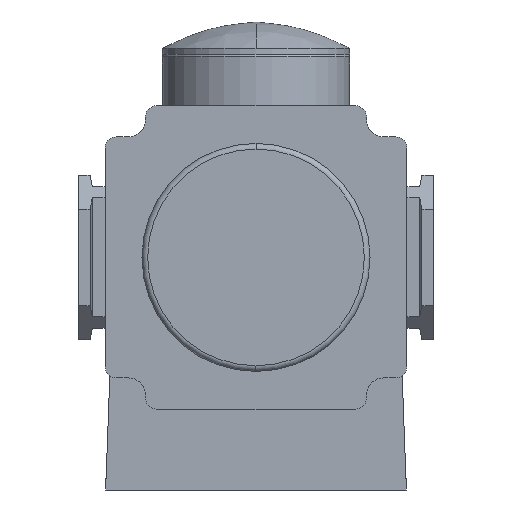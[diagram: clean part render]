
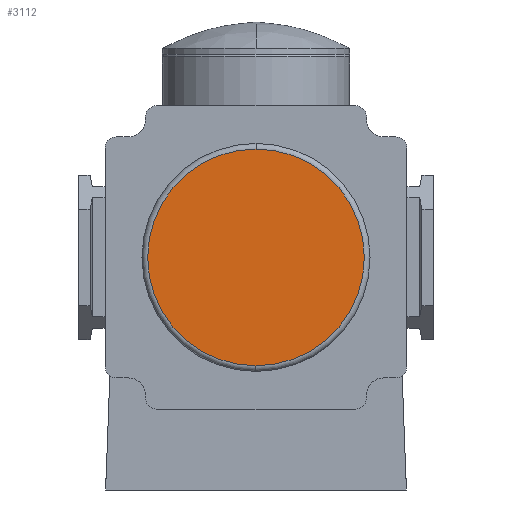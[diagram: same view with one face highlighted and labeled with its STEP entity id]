
A CAD part, front view. The second image highlights one B-rep face of the part: STEP entity #3112.
In plain terms, the highlighted planar face has unit normal (0, -1, 0).
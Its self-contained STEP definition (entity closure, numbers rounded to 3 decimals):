
#638 = DIRECTION ( 'NONE',  ( 0., -1., 0. ) ) ;
#660 = EDGE_CURVE ( 'NONE', #4529, #4028, #3137, .T. ) ;
#852 = DIRECTION ( 'NONE',  ( 0., -1., 0. ) ) ;
#1260 = ORIENTED_EDGE ( 'NONE', *, *, #660, .T. ) ;
#1385 = AXIS2_PLACEMENT_3D ( 'NONE', #3213, #852, #5559 ) ;
#1459 = FACE_OUTER_BOUND ( 'NONE', #4664, .T. ) ;
#1875 = DIRECTION ( 'NONE',  ( 0., 1., 0. ) ) ;
#1923 = CARTESIAN_POINT ( 'NONE',  ( 0., -29.5, 19.1 ) ) ;
#2028 = CARTESIAN_POINT ( 'NONE',  ( 0., -29.5, -19.1 ) ) ;
#3112 = ADVANCED_FACE ( 'NONE', ( #1459 ), #4786, .F. ) ;
#3137 = CIRCLE ( 'NONE', #3538, 19.1 ) ;
#3213 = CARTESIAN_POINT ( 'NONE',  ( 0., -29.5, 0. ) ) ;
#3538 = AXIS2_PLACEMENT_3D ( 'NONE', #5017, #638, #5560 ) ;
#4028 = VERTEX_POINT ( 'NONE', #2028 ) ;
#4398 = AXIS2_PLACEMENT_3D ( 'NONE', #6285, #1875, #5846 ) ;
#4529 = VERTEX_POINT ( 'NONE', #1923 ) ;
#4664 = EDGE_LOOP ( 'NONE', ( #5166, #1260 ) ) ;
#4786 = PLANE ( 'NONE',  #4398 ) ;
#5017 = CARTESIAN_POINT ( 'NONE',  ( 0., -29.5, 0. ) ) ;
#5166 = ORIENTED_EDGE ( 'NONE', *, *, #5512, .T. ) ;
#5512 = EDGE_CURVE ( 'NONE', #4028, #4529, #6051, .T. ) ;
#5559 = DIRECTION ( 'NONE',  ( 0., 0., -1. ) ) ;
#5560 = DIRECTION ( 'NONE',  ( 0., 0., -1. ) ) ;
#5846 = DIRECTION ( 'NONE',  ( 0., 0., 1. ) ) ;
#6051 = CIRCLE ( 'NONE', #1385, 19.1 ) ;
#6285 = CARTESIAN_POINT ( 'NONE',  ( 19.1, -29.5, 0. ) ) ;
